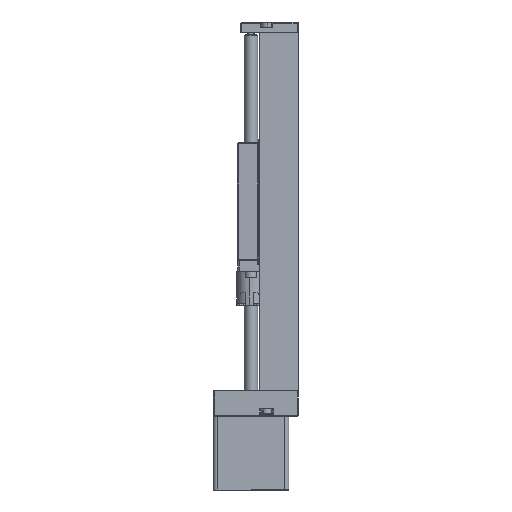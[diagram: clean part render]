
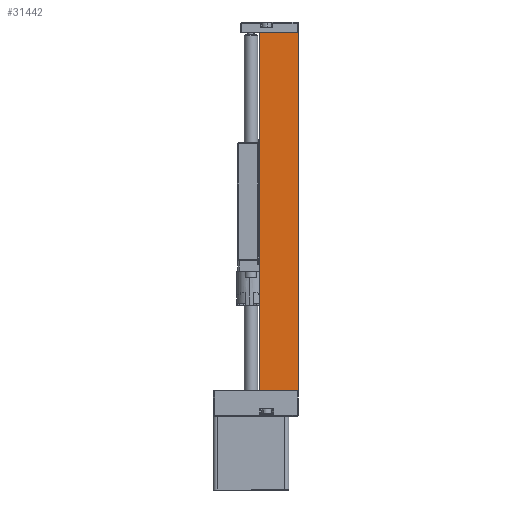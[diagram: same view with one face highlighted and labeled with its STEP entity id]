
A CAD part, left-side view. The second image highlights one B-rep face of the part: STEP entity #31442.
In plain terms, the highlighted planar face has unit normal (-1, 0, 0).
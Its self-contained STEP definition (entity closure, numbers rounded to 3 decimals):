
#361 = VERTEX_POINT ( 'NONE', #62124 ) ;
#3136 = ORIENTED_EDGE ( 'NONE', *, *, #42434, .F. ) ;
#5945 = EDGE_CURVE ( 'NONE', #18222, #10453, #9770, .T. ) ;
#7536 = EDGE_CURVE ( 'NONE', #39496, #361, #46312, .T. ) ;
#8036 = CARTESIAN_POINT ( 'NONE',  ( -21.755, 0., 167. ) ) ;
#9770 = LINE ( 'NONE', #16025, #58413 ) ;
#10453 = VERTEX_POINT ( 'NONE', #14451 ) ;
#12261 = ORIENTED_EDGE ( 'NONE', *, *, #5945, .T. ) ;
#14451 = CARTESIAN_POINT ( 'NONE',  ( -21.755, 18.5, 0. ) ) ;
#14666 = DIRECTION ( 'NONE',  ( 0., 0., -1. ) ) ;
#16025 = CARTESIAN_POINT ( 'NONE',  ( -21.755, 18.5, 167. ) ) ;
#16195 = VECTOR ( 'NONE', #45189, 1000. ) ;
#18222 = VERTEX_POINT ( 'NONE', #63003 ) ;
#24281 = VECTOR ( 'NONE', #31637, 1000. ) ;
#27134 = EDGE_CURVE ( 'NONE', #10453, #361, #76266, .T. ) ;
#31442 = ADVANCED_FACE ( 'NONE', ( #48226 ), #43613, .F. ) ;
#31637 = DIRECTION ( 'NONE',  ( 0., -1., 0. ) ) ;
#33149 = VECTOR ( 'NONE', #14666, 1000. ) ;
#35188 = DIRECTION ( 'NONE',  ( 0., 0., -1. ) ) ;
#36358 = CARTESIAN_POINT ( 'NONE',  ( -21.755, 5., 0. ) ) ;
#38401 = CARTESIAN_POINT ( 'NONE',  ( -21.755, 0., 167. ) ) ;
#39496 = VERTEX_POINT ( 'NONE', #38401 ) ;
#40163 = CARTESIAN_POINT ( 'NONE',  ( -21.755, 0., 167. ) ) ;
#42434 = EDGE_CURVE ( 'NONE', #18222, #39496, #46415, .T. ) ;
#43613 = PLANE ( 'NONE',  #51912 ) ;
#45189 = DIRECTION ( 'NONE',  ( 0., -1., 0. ) ) ;
#46312 = LINE ( 'NONE', #8036, #33149 ) ;
#46415 = LINE ( 'NONE', #40163, #16195 ) ;
#48226 = FACE_OUTER_BOUND ( 'NONE', #69810, .T. ) ;
#49606 = ORIENTED_EDGE ( 'NONE', *, *, #7536, .F. ) ;
#51912 = AXIS2_PLACEMENT_3D ( 'NONE', #61136, #62789, #73687 ) ;
#58413 = VECTOR ( 'NONE', #35188, 1000. ) ;
#61136 = CARTESIAN_POINT ( 'NONE',  ( -21.755, 5., 167. ) ) ;
#62124 = CARTESIAN_POINT ( 'NONE',  ( -21.755, 0., 0. ) ) ;
#62720 = ORIENTED_EDGE ( 'NONE', *, *, #27134, .T. ) ;
#62789 = DIRECTION ( 'NONE',  ( 1., 0., 0. ) ) ;
#63003 = CARTESIAN_POINT ( 'NONE',  ( -21.755, 18.5, 167. ) ) ;
#69810 = EDGE_LOOP ( 'NONE', ( #62720, #49606, #3136, #12261 ) ) ;
#73687 = DIRECTION ( 'NONE',  ( 0., 0., -1. ) ) ;
#76266 = LINE ( 'NONE', #36358, #24281 ) ;
